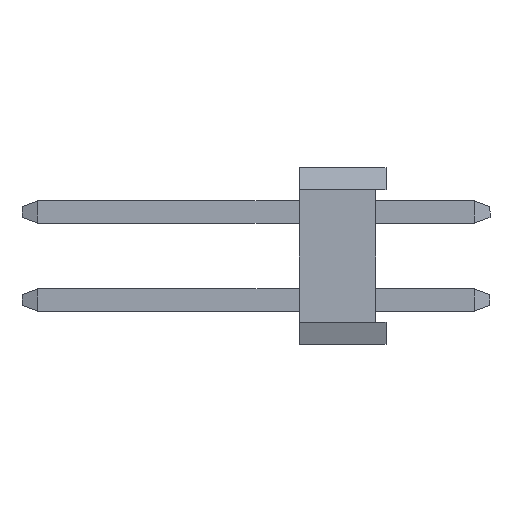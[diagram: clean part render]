
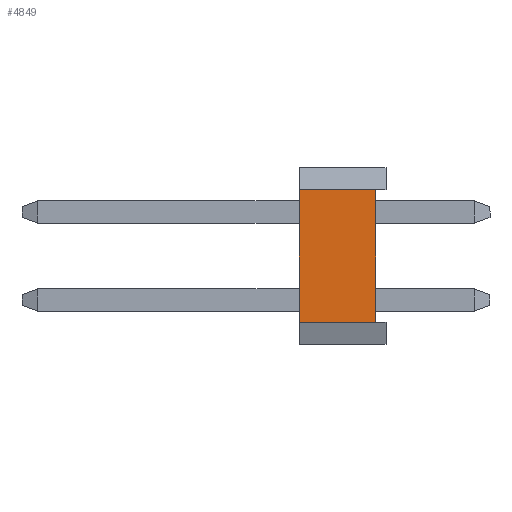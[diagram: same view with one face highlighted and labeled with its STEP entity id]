
A CAD part, left-side view. The second image highlights one B-rep face of the part: STEP entity #4849.
In plain terms, the highlighted planar face has unit normal (-1, 0, 0).
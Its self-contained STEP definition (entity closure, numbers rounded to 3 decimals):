
#268 = VECTOR ( 'NONE', #5568, 1000. ) ;
#309 = DIRECTION ( 'NONE',  ( -1., 0., 0. ) ) ;
#446 = DIRECTION ( 'NONE',  ( 0., 1., 0. ) ) ;
#460 = CARTESIAN_POINT ( 'NONE',  ( -1.27, 2.5, -0.635 ) ) ;
#597 = DIRECTION ( 'NONE',  ( 0., 0., 1. ) ) ;
#734 = EDGE_CURVE ( 'NONE', #1516, #1346, #1024, .T. ) ;
#927 = VECTOR ( 'NONE', #446, 1000. ) ;
#1024 = LINE ( 'NONE', #2772, #4997 ) ;
#1036 = LINE ( 'NONE', #4087, #2441 ) ;
#1048 = EDGE_CURVE ( 'NONE', #1516, #5487, #2035, .T. ) ;
#1346 = VERTEX_POINT ( 'NONE', #460 ) ;
#1435 = CARTESIAN_POINT ( 'NONE',  ( -1.27, 0.3, -0.635 ) ) ;
#1516 = VERTEX_POINT ( 'NONE', #1435 ) ;
#1873 = EDGE_LOOP ( 'NONE', ( #3223, #3000, #4438, #4846 ) ) ;
#1980 = CARTESIAN_POINT ( 'NONE',  ( -1.27, 2.5, 3.175 ) ) ;
#2035 = LINE ( 'NONE', #4274, #268 ) ;
#2074 = CARTESIAN_POINT ( 'NONE',  ( -1.27, 0.3, 3.175 ) ) ;
#2441 = VECTOR ( 'NONE', #597, 1000. ) ;
#2540 = CARTESIAN_POINT ( 'NONE',  ( -1.27, 0.3, 3.175 ) ) ;
#2772 = CARTESIAN_POINT ( 'NONE',  ( -1.27, 0.3, -0.635 ) ) ;
#2911 = LINE ( 'NONE', #2540, #927 ) ;
#3000 = ORIENTED_EDGE ( 'NONE', *, *, #734, .F. ) ;
#3223 = ORIENTED_EDGE ( 'NONE', *, *, #5300, .F. ) ;
#3524 = FACE_OUTER_BOUND ( 'NONE', #1873, .T. ) ;
#4087 = CARTESIAN_POINT ( 'NONE',  ( -1.27, 2.5, -0.635 ) ) ;
#4263 = CARTESIAN_POINT ( 'NONE',  ( -1.27, 0.3, -0.635 ) ) ;
#4274 = CARTESIAN_POINT ( 'NONE',  ( -1.27, 0.3, -0.635 ) ) ;
#4436 = EDGE_CURVE ( 'NONE', #5487, #5315, #2911, .T. ) ;
#4438 = ORIENTED_EDGE ( 'NONE', *, *, #1048, .T. ) ;
#4562 = DIRECTION ( 'NONE',  ( 0., 1., 0. ) ) ;
#4653 = PLANE ( 'NONE',  #4684 ) ;
#4684 = AXIS2_PLACEMENT_3D ( 'NONE', #4263, #309, #5081 ) ;
#4846 = ORIENTED_EDGE ( 'NONE', *, *, #4436, .T. ) ;
#4849 = ADVANCED_FACE ( 'NONE', ( #3524 ), #4653, .T. ) ;
#4997 = VECTOR ( 'NONE', #4562, 1000. ) ;
#5081 = DIRECTION ( 'NONE',  ( 0., 0., 1. ) ) ;
#5300 = EDGE_CURVE ( 'NONE', #1346, #5315, #1036, .T. ) ;
#5315 = VERTEX_POINT ( 'NONE', #1980 ) ;
#5487 = VERTEX_POINT ( 'NONE', #2074 ) ;
#5568 = DIRECTION ( 'NONE',  ( 0., 0., 1. ) ) ;
